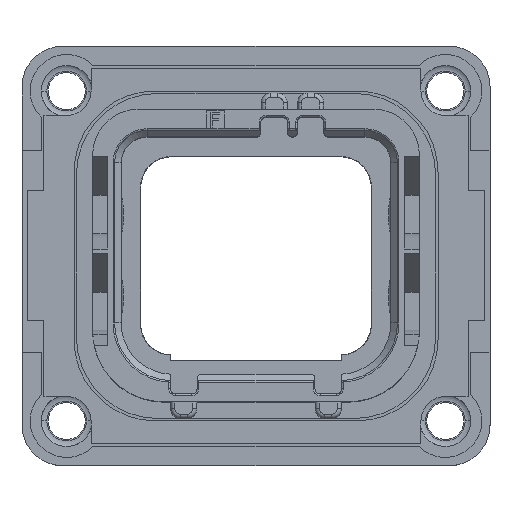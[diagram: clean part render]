
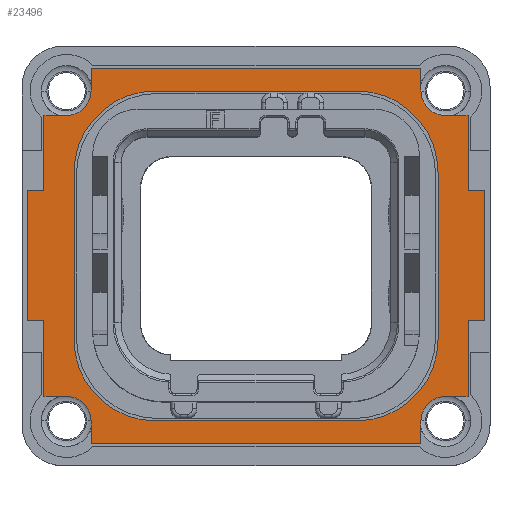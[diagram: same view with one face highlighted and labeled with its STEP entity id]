
A CAD part, top view. The second image highlights one B-rep face of the part: STEP entity #23496.
In plain terms, the highlighted planar face has unit normal (0, 0, 1).
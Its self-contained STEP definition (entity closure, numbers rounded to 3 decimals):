
#1115=DIRECTION('',(0.,-1.,0.));
#1116=VECTOR('',#1115,4.65);
#1117=CARTESIAN_POINT('',(-13.05,-4.,2.31));
#1118=LINE('',#1117,#1116);
#1119=DIRECTION('',(1.,0.,0.));
#1120=VECTOR('',#1119,1.);
#1121=CARTESIAN_POINT('',(-14.05,-4.,2.31));
#1122=LINE('',#1121,#1120);
#1123=DIRECTION('',(0.,-1.,0.));
#1124=VECTOR('',#1123,8.);
#1125=CARTESIAN_POINT('',(-14.05,4.,2.31));
#1126=LINE('',#1125,#1124);
#1127=DIRECTION('',(-1.,0.,0.));
#1128=VECTOR('',#1127,1.);
#1129=CARTESIAN_POINT('',(-13.05,4.,2.31));
#1130=LINE('',#1129,#1128);
#1131=DIRECTION('',(0.,-1.,0.));
#1132=VECTOR('',#1131,4.65);
#1133=CARTESIAN_POINT('',(-13.05,8.65,2.31));
#1134=LINE('',#1133,#1132);
#1135=DIRECTION('',(1.,0.,0.));
#1136=VECTOR('',#1135,1.4);
#1137=CARTESIAN_POINT('',(-13.05,8.65,2.31));
#1138=LINE('',#1137,#1136);
#1139=CARTESIAN_POINT('',(-11.65,10.15,2.31));
#1140=DIRECTION('',(0.,0.,1.));
#1141=DIRECTION('',(0.,-1.,0.));
#1142=AXIS2_PLACEMENT_3D('',#1139,#1140,#1141);
#1144=DIRECTION('',(0.,-1.,0.));
#1145=VECTOR('',#1144,1.4);
#1146=CARTESIAN_POINT('',(-10.15,11.55,2.31));
#1147=LINE('',#1146,#1145);
#1148=DIRECTION('',(-1.,0.,0.));
#1149=VECTOR('',#1148,20.3);
#1150=CARTESIAN_POINT('',(10.15,11.55,2.31));
#1151=LINE('',#1150,#1149);
#1152=DIRECTION('',(0.,-1.,0.));
#1153=VECTOR('',#1152,1.4);
#1154=CARTESIAN_POINT('',(10.15,11.55,2.31));
#1155=LINE('',#1154,#1153);
#1156=CARTESIAN_POINT('',(11.65,10.15,2.31));
#1157=DIRECTION('',(0.,0.,1.));
#1158=DIRECTION('',(-1.,0.,0.));
#1159=AXIS2_PLACEMENT_3D('',#1156,#1157,#1158);
#1161=DIRECTION('',(-1.,0.,0.));
#1162=VECTOR('',#1161,1.4);
#1163=CARTESIAN_POINT('',(13.05,8.65,2.31));
#1164=LINE('',#1163,#1162);
#1165=DIRECTION('',(0.,1.,0.));
#1166=VECTOR('',#1165,4.65);
#1167=CARTESIAN_POINT('',(13.05,4.,2.31));
#1168=LINE('',#1167,#1166);
#1169=DIRECTION('',(-1.,0.,0.));
#1170=VECTOR('',#1169,1.);
#1171=CARTESIAN_POINT('',(14.05,4.,2.31));
#1172=LINE('',#1171,#1170);
#1173=DIRECTION('',(0.,1.,0.));
#1174=VECTOR('',#1173,8.);
#1175=CARTESIAN_POINT('',(14.05,-4.,2.31));
#1176=LINE('',#1175,#1174);
#1177=DIRECTION('',(1.,0.,0.));
#1178=VECTOR('',#1177,1.);
#1179=CARTESIAN_POINT('',(13.05,-4.,2.31));
#1180=LINE('',#1179,#1178);
#1181=DIRECTION('',(0.,1.,0.));
#1182=VECTOR('',#1181,4.65);
#1183=CARTESIAN_POINT('',(13.05,-8.65,2.31));
#1184=LINE('',#1183,#1182);
#1185=DIRECTION('',(-1.,0.,0.));
#1186=VECTOR('',#1185,1.4);
#1187=CARTESIAN_POINT('',(13.05,-8.65,2.31));
#1188=LINE('',#1187,#1186);
#1189=CARTESIAN_POINT('',(11.65,-10.15,2.31));
#1190=DIRECTION('',(0.,0.,1.));
#1191=DIRECTION('',(0.,1.,0.));
#1192=AXIS2_PLACEMENT_3D('',#1189,#1190,#1191);
#1194=DIRECTION('',(0.,1.,0.));
#1195=VECTOR('',#1194,1.4);
#1196=CARTESIAN_POINT('',(10.15,-11.55,2.31));
#1197=LINE('',#1196,#1195);
#1198=DIRECTION('',(1.,0.,0.));
#1199=VECTOR('',#1198,20.3);
#1200=CARTESIAN_POINT('',(-10.15,-11.55,2.31));
#1201=LINE('',#1200,#1199);
#1202=DIRECTION('',(0.,1.,0.));
#1203=VECTOR('',#1202,1.4);
#1204=CARTESIAN_POINT('',(-10.15,-11.55,2.31));
#1205=LINE('',#1204,#1203);
#1206=CARTESIAN_POINT('',(-11.65,-10.15,2.31));
#1207=DIRECTION('',(0.,0.,1.));
#1208=DIRECTION('',(1.,0.,0.));
#1209=AXIS2_PLACEMENT_3D('',#1206,#1207,#1208);
#1211=DIRECTION('',(1.,0.,0.));
#1212=VECTOR('',#1211,1.4);
#1213=CARTESIAN_POINT('',(-13.05,-8.65,2.31));
#1214=LINE('',#1213,#1212);
#1215=DIRECTION('',(0.,-1.,0.));
#1216=VECTOR('',#1215,10.3);
#1217=CARTESIAN_POINT('',(11.2,5.15,2.31));
#1218=LINE('',#1217,#1216);
#1219=DIRECTION('',(1.,0.,0.));
#1220=VECTOR('',#1219,12.4);
#1221=CARTESIAN_POINT('',(-6.2,10.15,2.31));
#1222=LINE('',#1221,#1220);
#1223=DIRECTION('',(0.,1.,0.));
#1224=VECTOR('',#1223,10.3);
#1225=CARTESIAN_POINT('',(-11.2,-5.15,2.31));
#1226=LINE('',#1225,#1224);
#1227=DIRECTION('',(-1.,0.,0.));
#1228=VECTOR('',#1227,12.4);
#1229=CARTESIAN_POINT('',(6.2,-10.15,2.31));
#1230=LINE('',#1229,#1228);
#1335=CARTESIAN_POINT('',(-6.2,-5.15,2.31));
#1336=DIRECTION('',(0.,0.,-1.));
#1337=DIRECTION('',(0.,-1.,0.));
#1338=AXIS2_PLACEMENT_3D('',#1335,#1336,#1337);
#1348=CARTESIAN_POINT('',(6.2,-5.15,2.31));
#1349=DIRECTION('',(0.,0.,-1.));
#1350=DIRECTION('',(1.,0.,0.));
#1351=AXIS2_PLACEMENT_3D('',#1348,#1349,#1350);
#1353=CARTESIAN_POINT('',(-6.2,5.15,2.31));
#1354=DIRECTION('',(0.,0.,-1.));
#1355=DIRECTION('',(-1.,0.,0.));
#1356=AXIS2_PLACEMENT_3D('',#1353,#1354,#1355);
#1366=CARTESIAN_POINT('',(6.2,5.15,2.31));
#1367=DIRECTION('',(0.,0.,-1.));
#1368=DIRECTION('',(0.,1.,0.));
#1369=AXIS2_PLACEMENT_3D('',#1366,#1367,#1368);
#21360=CARTESIAN_POINT('',(-11.2,-5.15,2.31));
#21361=CARTESIAN_POINT('',(-11.2,5.15,2.31));
#21362=VERTEX_POINT('',#21360);
#21363=VERTEX_POINT('',#21361);
#21364=CARTESIAN_POINT('',(-6.2,10.15,2.31));
#21365=CARTESIAN_POINT('',(6.2,10.15,2.31));
#21366=VERTEX_POINT('',#21364);
#21367=VERTEX_POINT('',#21365);
#21368=CARTESIAN_POINT('',(11.2,5.15,2.31));
#21369=CARTESIAN_POINT('',(11.2,-5.15,2.31));
#21370=VERTEX_POINT('',#21368);
#21371=VERTEX_POINT('',#21369);
#21372=CARTESIAN_POINT('',(6.2,-10.15,2.31));
#21373=CARTESIAN_POINT('',(-6.2,-10.15,2.31));
#21374=VERTEX_POINT('',#21372);
#21375=VERTEX_POINT('',#21373);
#21392=CARTESIAN_POINT('',(10.15,10.15,2.31));
#21393=CARTESIAN_POINT('',(11.65,8.65,2.31));
#21394=VERTEX_POINT('',#21392);
#21395=VERTEX_POINT('',#21393);
#21396=CARTESIAN_POINT('',(13.05,8.65,2.31));
#21397=VERTEX_POINT('',#21396);
#21398=CARTESIAN_POINT('',(10.15,11.55,2.31));
#21399=VERTEX_POINT('',#21398);
#21400=CARTESIAN_POINT('',(11.65,-8.65,2.31));
#21401=CARTESIAN_POINT('',(10.15,-10.15,2.31));
#21402=VERTEX_POINT('',#21400);
#21403=VERTEX_POINT('',#21401);
#21404=CARTESIAN_POINT('',(10.15,-11.55,2.31));
#21405=VERTEX_POINT('',#21404);
#21406=CARTESIAN_POINT('',(13.05,-8.65,2.31));
#21407=VERTEX_POINT('',#21406);
#21408=CARTESIAN_POINT('',(-10.15,-10.15,2.31));
#21409=CARTESIAN_POINT('',(-11.65,-8.65,2.31));
#21410=VERTEX_POINT('',#21408);
#21411=VERTEX_POINT('',#21409);
#21412=CARTESIAN_POINT('',(-13.05,-8.65,2.31));
#21413=VERTEX_POINT('',#21412);
#21414=CARTESIAN_POINT('',(-10.15,-11.55,2.31));
#21415=VERTEX_POINT('',#21414);
#21416=CARTESIAN_POINT('',(-10.15,11.55,2.31));
#21417=CARTESIAN_POINT('',(-10.15,10.15,2.31));
#21418=VERTEX_POINT('',#21416);
#21419=VERTEX_POINT('',#21417);
#21420=CARTESIAN_POINT('',(-13.05,8.65,2.31));
#21421=CARTESIAN_POINT('',(-11.65,8.65,2.31));
#21422=VERTEX_POINT('',#21420);
#21423=VERTEX_POINT('',#21421);
#21424=CARTESIAN_POINT('',(14.05,-4.,2.31));
#21425=CARTESIAN_POINT('',(14.05,4.,2.31));
#21426=VERTEX_POINT('',#21424);
#21427=VERTEX_POINT('',#21425);
#21428=CARTESIAN_POINT('',(-14.05,4.,2.31));
#21429=CARTESIAN_POINT('',(-14.05,-4.,2.31));
#21430=VERTEX_POINT('',#21428);
#21431=VERTEX_POINT('',#21429);
#21432=CARTESIAN_POINT('',(13.05,-4.,2.31));
#21433=VERTEX_POINT('',#21432);
#21434=CARTESIAN_POINT('',(13.05,4.,2.31));
#21435=VERTEX_POINT('',#21434);
#21436=CARTESIAN_POINT('',(-13.05,4.,2.31));
#21437=VERTEX_POINT('',#21436);
#21438=CARTESIAN_POINT('',(-13.05,-4.,2.31));
#21439=VERTEX_POINT('',#21438);
#23443=CARTESIAN_POINT('',(0.,0.,2.31));
#23444=DIRECTION('',(0.,0.,1.));
#23445=DIRECTION('',(1.,0.,0.));
#23446=AXIS2_PLACEMENT_3D('',#23443,#23444,#23445);
#23447=PLANE('',#23446);
#23448=ORIENTED_EDGE('',*,*,#23067,.F.);
#23449=ORIENTED_EDGE('',*,*,#23081,.F.);
#23450=ORIENTED_EDGE('',*,*,#23095,.F.);
#23451=ORIENTED_EDGE('',*,*,#23109,.F.);
#23452=ORIENTED_EDGE('',*,*,#23123,.F.);
#23453=ORIENTED_EDGE('',*,*,#23139,.T.);
#23455=ORIENTED_EDGE('',*,*,#23454,.T.);
#23456=ORIENTED_EDGE('',*,*,#23198,.F.);
#23457=ORIENTED_EDGE('',*,*,#23214,.F.);
#23458=ORIENTED_EDGE('',*,*,#23230,.T.);
#23460=ORIENTED_EDGE('',*,*,#23459,.T.);
#23461=ORIENTED_EDGE('',*,*,#23289,.F.);
#23462=ORIENTED_EDGE('',*,*,#23305,.F.);
#23463=ORIENTED_EDGE('',*,*,#23319,.F.);
#23464=ORIENTED_EDGE('',*,*,#23333,.F.);
#23465=ORIENTED_EDGE('',*,*,#23347,.F.);
#23466=ORIENTED_EDGE('',*,*,#23361,.F.);
#23467=ORIENTED_EDGE('',*,*,#23377,.T.);
#23469=ORIENTED_EDGE('',*,*,#23468,.T.);
#23470=ORIENTED_EDGE('',*,*,#23435,.F.);
#23471=ORIENTED_EDGE('',*,*,#22975,.F.);
#23472=ORIENTED_EDGE('',*,*,#22992,.T.);
#23474=ORIENTED_EDGE('',*,*,#23473,.T.);
#23475=ORIENTED_EDGE('',*,*,#23051,.F.);
#23476=EDGE_LOOP('',(#23448,#23449,#23450,#23451,#23452,#23453,#23455,#23456,
#23457,#23458,#23460,#23461,#23462,#23463,#23464,#23465,#23466,#23467,#23469,
#23470,#23471,#23472,#23474,#23475));
#23477=FACE_OUTER_BOUND('',#23476,.F.);
#23479=ORIENTED_EDGE('',*,*,#23478,.F.);
#23481=ORIENTED_EDGE('',*,*,#23480,.F.);
#23483=ORIENTED_EDGE('',*,*,#23482,.F.);
#23485=ORIENTED_EDGE('',*,*,#23484,.F.);
#23487=ORIENTED_EDGE('',*,*,#23486,.F.);
#23489=ORIENTED_EDGE('',*,*,#23488,.F.);
#23491=ORIENTED_EDGE('',*,*,#23490,.F.);
#23493=ORIENTED_EDGE('',*,*,#23492,.F.);
#23494=EDGE_LOOP('',(#23479,#23481,#23483,#23485,#23487,#23489,#23491,#23493));
#23495=FACE_BOUND('',#23494,.F.);
#23496=ADVANCED_FACE('',(#23477,#23495),#23447,.T.);
#1143=CIRCLE('',#1142,1.5);
#1160=CIRCLE('',#1159,1.5);
#1193=CIRCLE('',#1192,1.5);
#1210=CIRCLE('',#1209,1.5);
#1339=CIRCLE('',#1338,5.);
#1352=CIRCLE('',#1351,5.);
#1357=CIRCLE('',#1356,5.);
#1370=CIRCLE('',#1369,5.);
#22975=EDGE_CURVE('',#21415,#21405,#1201,.T.);
#22992=EDGE_CURVE('',#21415,#21410,#1205,.T.);
#23051=EDGE_CURVE('',#21413,#21411,#1214,.T.);
#23067=EDGE_CURVE('',#21439,#21413,#1118,.T.);
#23081=EDGE_CURVE('',#21431,#21439,#1122,.T.);
#23095=EDGE_CURVE('',#21430,#21431,#1126,.T.);
#23109=EDGE_CURVE('',#21437,#21430,#1130,.T.);
#23123=EDGE_CURVE('',#21422,#21437,#1134,.T.);
#23139=EDGE_CURVE('',#21422,#21423,#1138,.T.);
#23198=EDGE_CURVE('',#21418,#21419,#1147,.T.);
#23214=EDGE_CURVE('',#21399,#21418,#1151,.T.);
#23230=EDGE_CURVE('',#21399,#21394,#1155,.T.);
#23289=EDGE_CURVE('',#21397,#21395,#1164,.T.);
#23305=EDGE_CURVE('',#21435,#21397,#1168,.T.);
#23319=EDGE_CURVE('',#21427,#21435,#1172,.T.);
#23333=EDGE_CURVE('',#21426,#21427,#1176,.T.);
#23347=EDGE_CURVE('',#21433,#21426,#1180,.T.);
#23361=EDGE_CURVE('',#21407,#21433,#1184,.T.);
#23377=EDGE_CURVE('',#21407,#21402,#1188,.T.);
#23435=EDGE_CURVE('',#21405,#21403,#1197,.T.);
#23454=EDGE_CURVE('',#21423,#21419,#1143,.T.);
#23459=EDGE_CURVE('',#21394,#21395,#1160,.T.);
#23468=EDGE_CURVE('',#21402,#21403,#1193,.T.);
#23473=EDGE_CURVE('',#21410,#21411,#1210,.T.);
#23478=EDGE_CURVE('',#21370,#21371,#1218,.T.);
#23480=EDGE_CURVE('',#21367,#21370,#1370,.T.);
#23482=EDGE_CURVE('',#21366,#21367,#1222,.T.);
#23484=EDGE_CURVE('',#21363,#21366,#1357,.T.);
#23486=EDGE_CURVE('',#21362,#21363,#1226,.T.);
#23488=EDGE_CURVE('',#21375,#21362,#1339,.T.);
#23490=EDGE_CURVE('',#21374,#21375,#1230,.T.);
#23492=EDGE_CURVE('',#21371,#21374,#1352,.T.);
